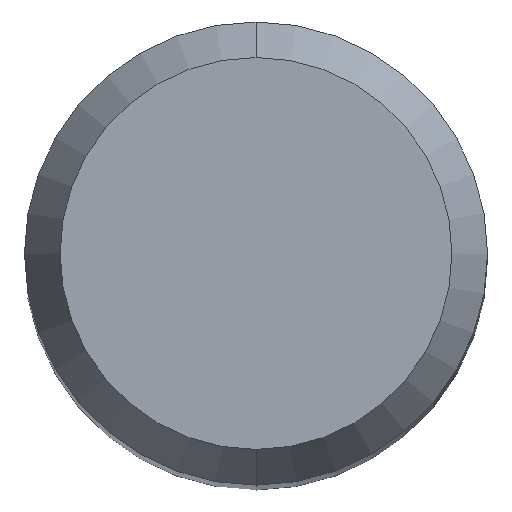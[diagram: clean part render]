
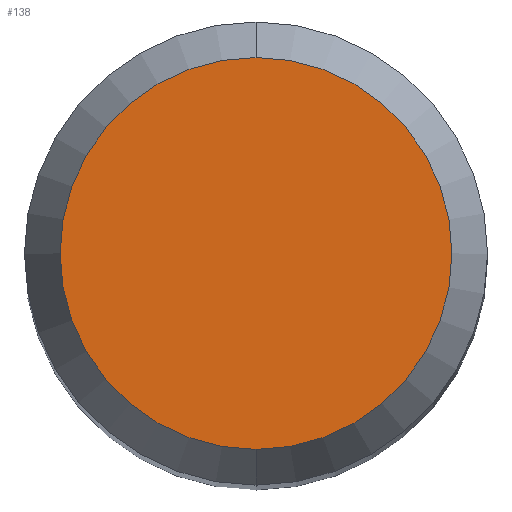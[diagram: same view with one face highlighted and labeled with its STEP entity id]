
A CAD part, top view. The second image highlights one B-rep face of the part: STEP entity #138.
In plain terms, the highlighted planar face has unit normal (0, 0, 1).
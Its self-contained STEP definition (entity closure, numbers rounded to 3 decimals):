
#112=EDGE_CURVE('',#186,#198,#283,.T.);
#138=ADVANCED_FACE('',(#314),#315,.T.);
#180=EDGE_CURVE('',#198,#186,#361,.T.);
#186=VERTEX_POINT('',#367);
#198=VERTEX_POINT('',#381);
#283=CIRCLE('',#465,2.538);
#314=FACE_OUTER_BOUND('',#501,.T.);
#315=PLANE('',#502);
#361=CIRCLE('',#559,2.538);
#367=CARTESIAN_POINT('',(0.,-2.538,0.0));
#381=CARTESIAN_POINT('',(0.0,2.538,0.0));
#465=AXIS2_PLACEMENT_3D('',#686,#687,#688);
#501=EDGE_LOOP('',(#740,#741));
#502=AXIS2_PLACEMENT_3D('',#742,#743,#744);
#559=AXIS2_PLACEMENT_3D('',#794,#795,#796);
#686=CARTESIAN_POINT('',(0.0,0.0,0.0));
#687=DIRECTION('',(0.0,0.0,-1.0));
#688=DIRECTION('',(0.0,1.0,0.0));
#740=ORIENTED_EDGE('',*,*,#180,.F.);
#741=ORIENTED_EDGE('',*,*,#112,.F.);
#742=CARTESIAN_POINT('',(0.0,1.269,0.0));
#743=DIRECTION('',(-0.0,0.0,1.0));
#744=DIRECTION('',(0.0,-1.0,0.0));
#794=CARTESIAN_POINT('',(0.0,0.0,0.0));
#795=DIRECTION('',(0.0,0.0,-1.0));
#796=DIRECTION('',(0.0,1.0,0.0));
